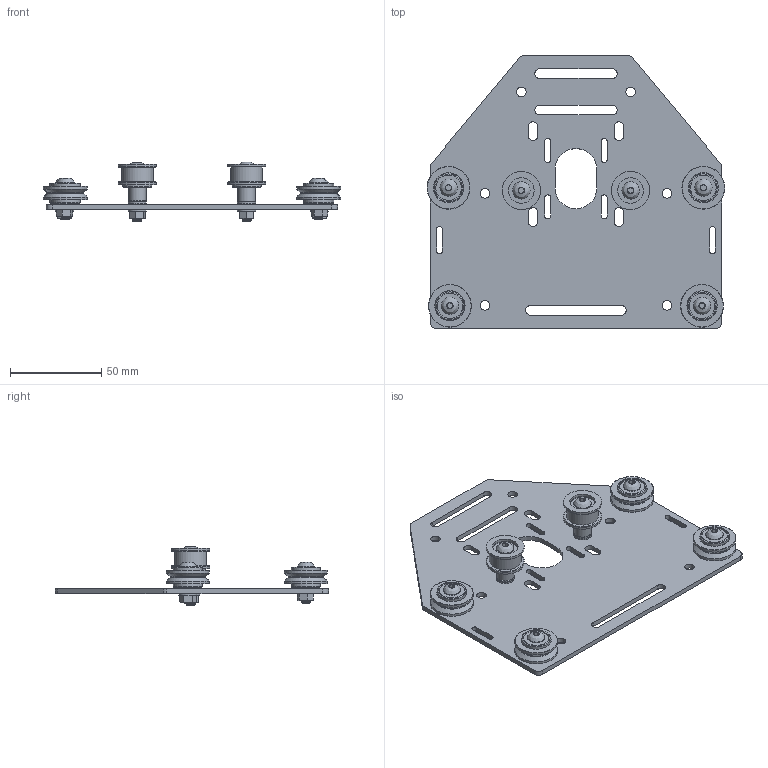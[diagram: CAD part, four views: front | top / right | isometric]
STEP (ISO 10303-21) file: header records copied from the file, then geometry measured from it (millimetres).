
FILE_DESCRIPTION(/* description */ ('Motor Mount Plate (12ga)'),/* implementation_level */ '2;1');
FILE_NAME(/* name */ 'plate_assembly_stacked.iam.step',/* time_stamp */ '2013-11-18T15:51:03-06:00',/* author */ ('ERF'),/* organization */ ('www.shapeoko.com'),/* preprocessor_version */ 'ST-DEVELOPER v15.2',/* originating_system */ 'Autodesk Inventor 2014',/* authorisation */ 'PER BARRY PROCK 9-16-13');
FILE_SCHEMA (('AUTOMOTIVE_DESIGN { 1 0 10303 214 3 1 1 }'));
Products named in the file (14): 26029-01; B18033; 25202-01; 25196-01; 25201-01; 25203-02; 25287-02; 91239A233; 25284-02; 25197-01; 25197-02; 25286-05; 25312-14; plate_assembly_stacked
Bounding box: 163.47 x 150 x 32.96 mm (x, y, z)
Volume: 68924.1 mm3; surface area: 74756.8 mm2
Topology: 51 solids, 63 shells, 802 faces, 3112 edges, 2490 vertices
Faces by surface type: plane 298, cylinder 266, cone 184, torus 36, bspline 18
Full cylindrical faces by diameter (mm): 4.14 x2, 4.342 x16, 5 x38, 5.25 x10, 5.3 x12, 5.56 x2, 7 x24, 7.112 x2, 7.14 x2, 9.5 x6, 9.53 x2, 10 x18, 13.894 x4, 14 x26, 15.974 x10, 16 x12, 17.5 x2, 18.75 x4, 21 x4, 23.5 x8
Entity records: 18348 total; most frequent: CARTESIAN_POINT 10223, ORIENTED_EDGE 2058, DIRECTION 1238, EDGE_CURVE 1029, VERTEX_POINT 884, AXIS2_PLACEMENT_3D 521, EDGE_LOOP 401, ADVANCED_FACE 250
